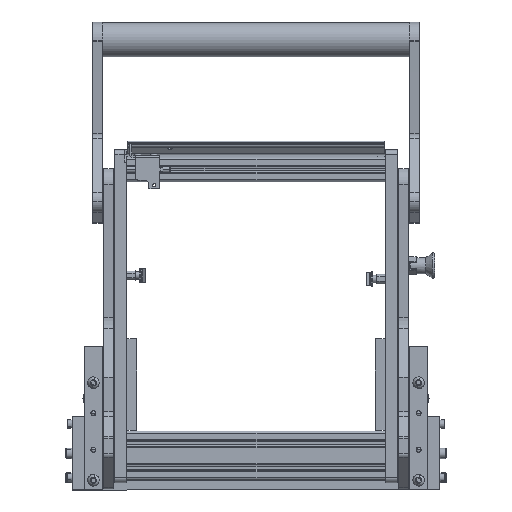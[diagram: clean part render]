
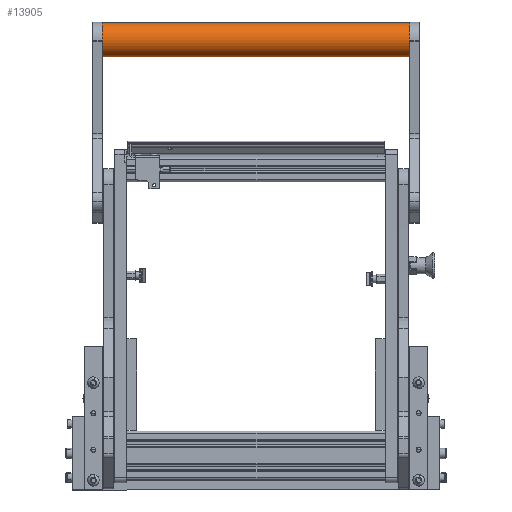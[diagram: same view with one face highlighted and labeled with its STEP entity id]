
A CAD part, front view. The second image highlights one B-rep face of the part: STEP entity #13905.
In plain terms, the highlighted cylindrical face has radius 14.1 mm (diameter 28.2 mm), a partial arc.
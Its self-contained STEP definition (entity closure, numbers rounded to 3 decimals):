
#381 = CIRCLE ( 'NONE', #11668, 14.1 ) ;
#681 = CARTESIAN_POINT ( 'NONE',  ( 0., 0., 126. ) ) ;
#875 = DIRECTION ( 'NONE',  ( 0., 0., -1. ) ) ;
#3484 = CARTESIAN_POINT ( 'NONE',  ( -14.1, 0., 126. ) ) ;
#4205 = FACE_OUTER_BOUND ( 'NONE', #10186, .T. ) ;
#4995 = DIRECTION ( 'NONE',  ( 1., 0., 0. ) ) ;
#7530 = CYLINDRICAL_SURFACE ( 'NONE', #30924, 14.1 ) ;
#9315 = EDGE_CURVE ( 'NONE', #14089, #30278, #381, .T. ) ;
#9368 = CARTESIAN_POINT ( 'NONE',  ( 0., 0., -126. ) ) ;
#9638 = ORIENTED_EDGE ( 'NONE', *, *, #9315, .T. ) ;
#9661 = AXIS2_PLACEMENT_3D ( 'NONE', #21387, #36776, #4995 ) ;
#10186 = EDGE_LOOP ( 'NONE', ( #27864, #12656, #30109, #9638 ) ) ;
#11668 = AXIS2_PLACEMENT_3D ( 'NONE', #9368, #22820, #25949 ) ;
#12656 = ORIENTED_EDGE ( 'NONE', *, *, #12866, .F. ) ;
#12866 = EDGE_CURVE ( 'NONE', #33919, #39231, #25575, .T. ) ;
#13090 = CARTESIAN_POINT ( 'NONE',  ( 14.1, 0., -126. ) ) ;
#13905 = ADVANCED_FACE ( 'NONE', ( #4205 ), #7530, .T. ) ;
#14089 = VERTEX_POINT ( 'NONE', #25368 ) ;
#16872 = CARTESIAN_POINT ( 'NONE',  ( 14.1, 0., 126. ) ) ;
#19663 = VECTOR ( 'NONE', #22483, 1000. ) ;
#20148 = CARTESIAN_POINT ( 'NONE',  ( -14.1, 0., 126. ) ) ;
#21387 = CARTESIAN_POINT ( 'NONE',  ( 0., 0., 126. ) ) ;
#22483 = DIRECTION ( 'NONE',  ( 0., 0., -1. ) ) ;
#22820 = DIRECTION ( 'NONE',  ( 0., 0., 1. ) ) ;
#25368 = CARTESIAN_POINT ( 'NONE',  ( -14.1, 0., -126. ) ) ;
#25511 = LINE ( 'NONE', #3484, #33292 ) ;
#25575 = CIRCLE ( 'NONE', #9661, 14.1 ) ;
#25949 = DIRECTION ( 'NONE',  ( 1., 0., 0. ) ) ;
#27864 = ORIENTED_EDGE ( 'NONE', *, *, #32234, .F. ) ;
#28420 = EDGE_CURVE ( 'NONE', #33919, #14089, #25511, .T. ) ;
#30109 = ORIENTED_EDGE ( 'NONE', *, *, #28420, .T. ) ;
#30278 = VERTEX_POINT ( 'NONE', #13090 ) ;
#30924 = AXIS2_PLACEMENT_3D ( 'NONE', #681, #875, #32866 ) ;
#31733 = DIRECTION ( 'NONE',  ( 0., 0., -1. ) ) ;
#32234 = EDGE_CURVE ( 'NONE', #39231, #30278, #38278, .T. ) ;
#32866 = DIRECTION ( 'NONE',  ( -1., 0., 0. ) ) ;
#33292 = VECTOR ( 'NONE', #31733, 1000. ) ;
#33919 = VERTEX_POINT ( 'NONE', #20148 ) ;
#36271 = CARTESIAN_POINT ( 'NONE',  ( 14.1, 0., 126. ) ) ;
#36776 = DIRECTION ( 'NONE',  ( 0., 0., 1. ) ) ;
#38278 = LINE ( 'NONE', #16872, #19663 ) ;
#39231 = VERTEX_POINT ( 'NONE', #36271 ) ;
